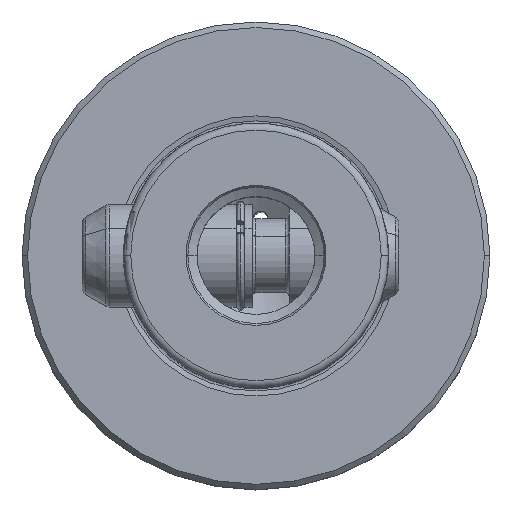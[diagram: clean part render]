
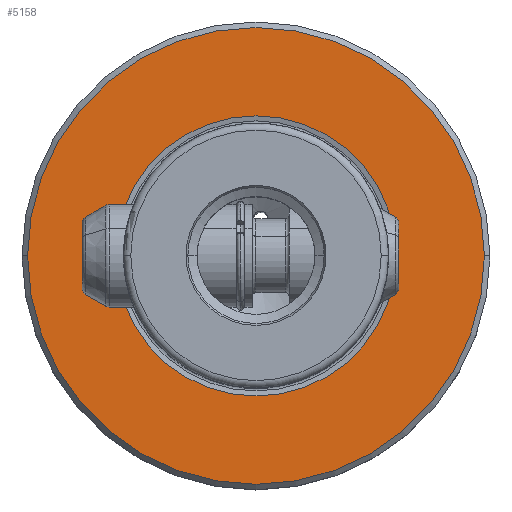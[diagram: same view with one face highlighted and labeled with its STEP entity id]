
A CAD part, top view. The second image highlights one B-rep face of the part: STEP entity #5158.
In plain terms, the highlighted planar face has unit normal (0, 0, 1).
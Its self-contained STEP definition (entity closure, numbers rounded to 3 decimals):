
#3504=EDGE_CURVE('NONE',#6628,#7538,#8951,.T.);
#4060=EDGE_CURVE('NONE',#7904,#5058,#9556,.T.);
#4814=EDGE_CURVE('NONE',#7538,#6628,#10401,.F.);
#5058=VERTEX_POINT('NONE',#10666);
#5158=ADVANCED_FACE('NONE',(#10774,#10775),#10776,.F.);
#6628=VERTEX_POINT('NONE',#12397);
#7484=EDGE_CURVE('NONE',#5058,#7904,#13345,.F.);
#7538=VERTEX_POINT('NONE',#13405);
#7904=VERTEX_POINT('NONE',#13812);
#8951=CIRCLE('',#15853,31.0);
#9556=CIRCLE('',#17101,19.012);
#10401=CIRCLE('',#19034,31.0);
#10666=CARTESIAN_POINT('',(19.012,0.,0.));
#10774=FACE_OUTER_BOUND('',#19755,.T.);
#10775=FACE_BOUND('',#19756,.T.);
#10776=PLANE('',#19757);
#12397=CARTESIAN_POINT('',(31.0,0.,0.));
#13345=CIRCLE('',#25157,19.012);
#13405=CARTESIAN_POINT('',(-31.0,0.,0.));
#13812=CARTESIAN_POINT('',(-19.012,0.,0.));
#15853=AXIS2_PLACEMENT_3D('',#27398,#27399,#27400);
#17101=AXIS2_PLACEMENT_3D('',#28005,#28006,#28007);
#19034=AXIS2_PLACEMENT_3D('',#29051,#29052,#29053);
#19755=EDGE_LOOP('',(#29435,#29436));
#19756=EDGE_LOOP('',(#29437,#29438));
#19757=AXIS2_PLACEMENT_3D('',#29439,#29440,#29441);
#25157=AXIS2_PLACEMENT_3D('',#32266,#32267,#32268);
#27398=CARTESIAN_POINT('',(0.0,0.0,0.));
#27399=DIRECTION('',(0.0,0.0,-1.0));
#27400=DIRECTION('',(-1.0,0.,0.0));
#28005=CARTESIAN_POINT('',(0.0,0.0,0.));
#28006=DIRECTION('',(-0.0,0.0,1.0));
#28007=DIRECTION('',(1.0,0.,0.0));
#29051=CARTESIAN_POINT('',(0.0,0.0,0.));
#29052=DIRECTION('',(0.0,0.0,1.0));
#29053=DIRECTION('',(-1.0,0.,0.0));
#29435=ORIENTED_EDGE('',*,*,#4814,.F.);
#29436=ORIENTED_EDGE('',*,*,#3504,.F.);
#29437=ORIENTED_EDGE('',*,*,#7484,.F.);
#29438=ORIENTED_EDGE('',*,*,#4060,.F.);
#29439=CARTESIAN_POINT('',(0.,31.75,0.));
#29440=DIRECTION('',(0.0,0.0,-1.0));
#29441=DIRECTION('',(-1.0,0.0,0.0));
#32266=CARTESIAN_POINT('',(0.0,0.0,0.));
#32267=DIRECTION('',(0.0,0.0,-1.0));
#32268=DIRECTION('',(1.0,0.,0.0));
